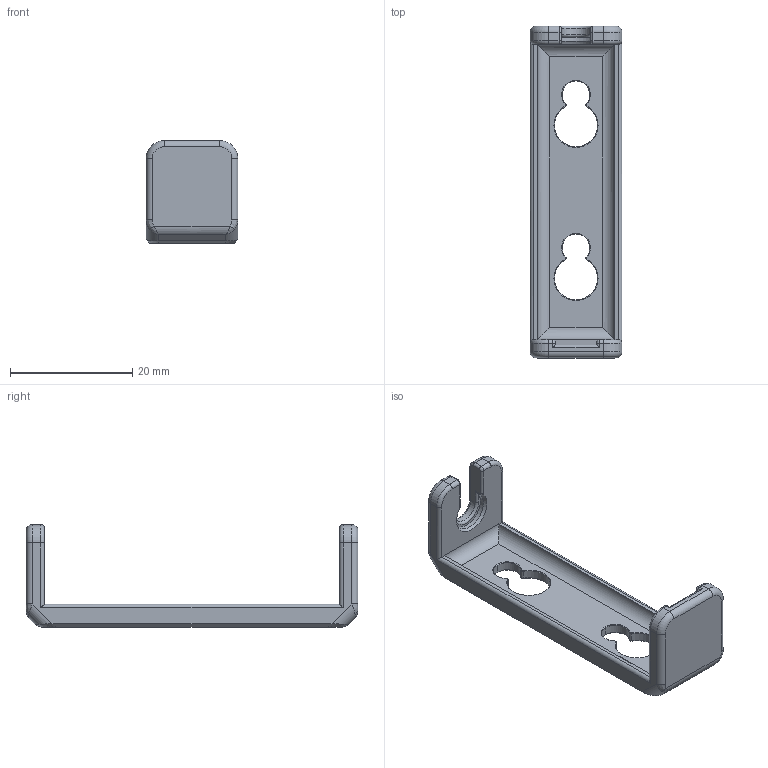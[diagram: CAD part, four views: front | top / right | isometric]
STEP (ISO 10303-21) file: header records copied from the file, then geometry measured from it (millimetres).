
FILE_DESCRIPTION(/* description */ (''),/* implementation_level */ '2;1');
FILE_NAME(/* name */ 'temp_sensor_mount_v8.step',/* time_stamp */ '2019-06-02T11:32:22+02:00',/* author */ (''),/* organization */ (''),/* preprocessor_version */ 'ST-DEVELOPER v18',/* originating_system */ 'Autodesk Translation Framework v8.2.0.1029',/* authorisation */ '');
FILE_SCHEMA (('AUTOMOTIVE_DESIGN { 1 0 10303 214 3 1 1 }'));
Length unit declared in the file: millimetre
Products named in the file (1): Halterung
Bounding box: 15 x 54.2 x 16.8 mm (x, y, z)
Volume: 2609.5 mm3; surface area: 2867.6 mm2
Topology: 1 solids, 1 shells, 151 faces, 366 edges, 207 vertices
Faces by surface type: cylinder 63, cone 26, plane 26, bspline 24, torus 12
Full cylindrical faces by diameter (mm): 6.4 x1
Entity records: 4800 total; most frequent: CARTESIAN_POINT 1323, DIRECTION 742, ORIENTED_EDGE 712, EDGE_CURVE 356, AXIS2_PLACEMENT_3D 290, VERTEX_POINT 207, LINE 162, VECTOR 162
